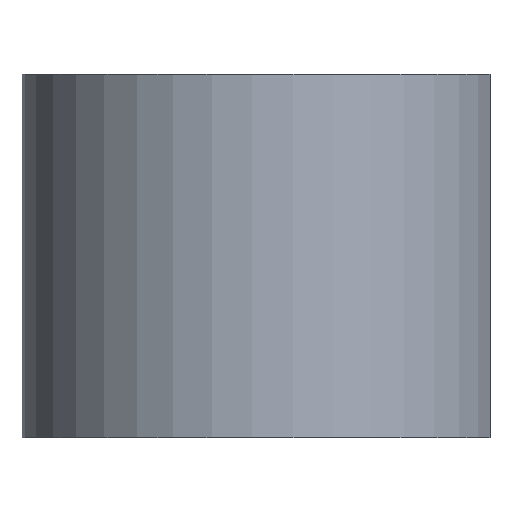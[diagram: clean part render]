
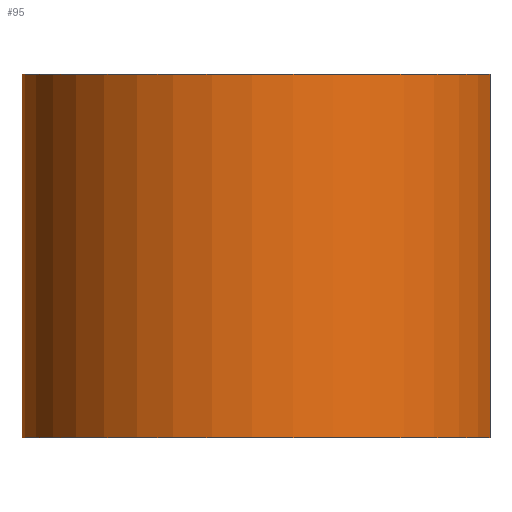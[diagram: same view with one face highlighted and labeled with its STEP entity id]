
A CAD part, front view. The second image highlights one B-rep face of the part: STEP entity #95.
In plain terms, the highlighted cylindrical face has radius 22.2 mm (diameter 44.4 mm), a partial arc.
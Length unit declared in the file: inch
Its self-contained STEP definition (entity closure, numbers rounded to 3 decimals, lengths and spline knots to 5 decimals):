
#17=FACE_OUTER_BOUND($,#23,.T.);
#23=EDGE_LOOP($,(#69,#70,#71,#72));
#29=LINE($,#150,#37);
#30=LINE($,#153,#38);
#37=VECTOR($,#120,1.33858);
#38=VECTOR($,#123,1.33858);
#45=CIRCLE($,#105,0.87402);
#46=CIRCLE($,#106,0.87402);
#49=VERTEX_POINT($,#146);
#50=VERTEX_POINT($,#147);
#51=VERTEX_POINT($,#149);
#52=VERTEX_POINT($,#151);
#57=EDGE_CURVE($,#49,#50,#45,.T.);
#58=EDGE_CURVE($,#49,#51,#29,.T.);
#59=EDGE_CURVE($,#52,#51,#46,.T.);
#60=EDGE_CURVE($,#52,#50,#30,.T.);
#69=ORIENTED_EDGE($,*,*,#57,.F.);
#70=ORIENTED_EDGE($,*,*,#58,.T.);
#71=ORIENTED_EDGE($,*,*,#59,.F.);
#72=ORIENTED_EDGE($,*,*,#60,.T.);
#93=CYLINDRICAL_SURFACE($,#104,0.87402);
#95=ADVANCED_FACE($,(#17),#93,.T.);
#104=AXIS2_PLACEMENT_3D($,#145,#116,#117);
#105=AXIS2_PLACEMENT_3D($,#148,#118,#119);
#106=AXIS2_PLACEMENT_3D($,#152,#121,#122);
#116=DIRECTION('center_axis',(0.,0.,1.));
#117=DIRECTION('ref_axis',(0.974,0.225,0.));
#118=DIRECTION('center_axis',(0.,0.,1.));
#119=DIRECTION('ref_axis',(0.974,0.225,0.));
#120=DIRECTION($,(0.,0.,-1.));
#121=DIRECTION('center_axis',(0.,0.,-1.));
#122=DIRECTION('ref_axis',(0.974,-0.225,0.));
#123=DIRECTION($,(0.,0.,1.));
#145=CARTESIAN_POINT('Origin',(0.00096,-0.00023,0.));
#146=CARTESIAN_POINT('',(0.85257,0.19638,0.66929));
#147=CARTESIAN_POINT('',(0.85257,-0.19685,0.66929));
#148=CARTESIAN_POINT('Origin',(0.00096,-0.00023,0.66929));
#149=CARTESIAN_POINT('',(0.85257,0.19638,-0.66929));
#150=CARTESIAN_POINT($,(0.85257,0.19638,0.66929));
#151=CARTESIAN_POINT('',(0.85257,-0.19685,-0.66929));
#152=CARTESIAN_POINT('Origin',(0.00096,-0.00023,-0.66929));
#153=CARTESIAN_POINT($,(0.85257,-0.19685,-0.66929));
